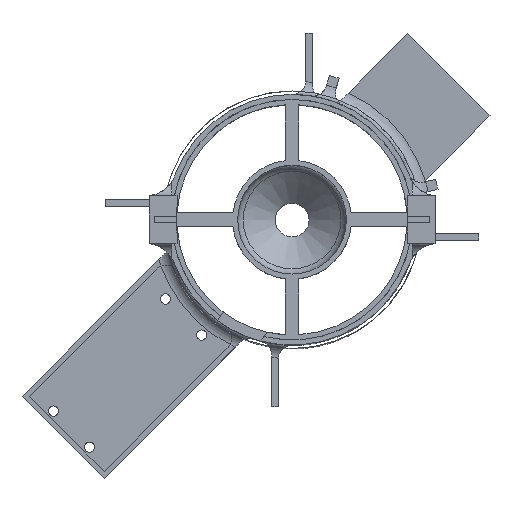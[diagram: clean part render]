
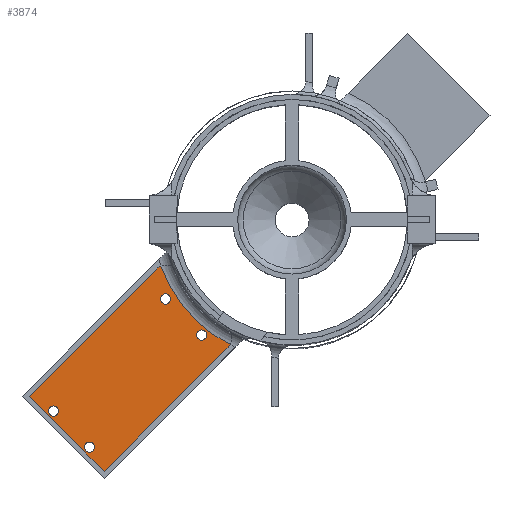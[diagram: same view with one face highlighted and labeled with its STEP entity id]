
A CAD part, top view. The second image highlights one B-rep face of the part: STEP entity #3874.
In plain terms, the highlighted planar face has unit normal (0, 0, 1).
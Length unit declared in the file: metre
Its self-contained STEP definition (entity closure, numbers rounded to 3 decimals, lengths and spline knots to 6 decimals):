
#33=PLANE('',#4107);
#140=CIRCLE('',#4108,0.0015);
#141=CIRCLE('',#4109,0.0015);
#142=CIRCLE('',#4110,0.0015);
#143=CIRCLE('',#4111,0.0015);
#144=CIRCLE('',#4112,0.004);
#145=CIRCLE('',#4113,0.0409);
#146=CIRCLE('',#4114,0.004);
#284=LINE('',#5595,#576);
#285=LINE('',#5604,#577);
#286=LINE('',#5606,#578);
#576=VECTOR('',#4477,1.);
#577=VECTOR('',#4484,1.);
#578=VECTOR('',#4485,1.);
#880=ORIENTED_EDGE('',*,*,#2042,.F.);
#881=ORIENTED_EDGE('',*,*,#2043,.F.);
#882=ORIENTED_EDGE('',*,*,#2044,.F.);
#883=ORIENTED_EDGE('',*,*,#2045,.F.);
#884=ORIENTED_EDGE('',*,*,#2046,.T.);
#885=ORIENTED_EDGE('',*,*,#2047,.T.);
#886=ORIENTED_EDGE('',*,*,#2048,.T.);
#887=ORIENTED_EDGE('',*,*,#2049,.T.);
#888=ORIENTED_EDGE('',*,*,#2050,.T.);
#889=ORIENTED_EDGE('',*,*,#2051,.T.);
#2042=EDGE_CURVE('',#2631,#2631,#140,.T.);
#2043=EDGE_CURVE('',#2632,#2632,#141,.T.);
#2044=EDGE_CURVE('',#2633,#2633,#142,.T.);
#2045=EDGE_CURVE('',#2634,#2634,#143,.T.);
#2046=EDGE_CURVE('',#2635,#2636,#284,.T.);
#2047=EDGE_CURVE('',#2636,#2637,#144,.T.);
#2048=EDGE_CURVE('',#2637,#2638,#145,.F.);
#2049=EDGE_CURVE('',#2638,#2639,#146,.T.);
#2050=EDGE_CURVE('',#2639,#2640,#285,.T.);
#2051=EDGE_CURVE('',#2640,#2635,#286,.T.);
#2631=VERTEX_POINT('',#5588);
#2632=VERTEX_POINT('',#5590);
#2633=VERTEX_POINT('',#5592);
#2634=VERTEX_POINT('',#5594);
#2635=VERTEX_POINT('',#5596);
#2636=VERTEX_POINT('',#5597);
#2637=VERTEX_POINT('',#5599);
#2638=VERTEX_POINT('',#5601);
#2639=VERTEX_POINT('',#5603);
#2640=VERTEX_POINT('',#5605);
#3188=EDGE_LOOP('',(#880));
#3189=EDGE_LOOP('',(#881));
#3190=EDGE_LOOP('',(#882));
#3191=EDGE_LOOP('',(#883));
#3192=EDGE_LOOP('',(#884,#885,#886,#887,#888,#889));
#3489=FACE_BOUND('',#3188,.T.);
#3490=FACE_BOUND('',#3189,.T.);
#3491=FACE_BOUND('',#3190,.T.);
#3492=FACE_BOUND('',#3191,.T.);
#3493=FACE_BOUND('',#3192,.T.);
#3874=ADVANCED_FACE('',(#3489,#3490,#3491,#3492,#3493),#33,.T.);
#4107=AXIS2_PLACEMENT_3D('',#5586,#4467,#4468);
#4108=AXIS2_PLACEMENT_3D('',#5587,#4469,#4470);
#4109=AXIS2_PLACEMENT_3D('',#5589,#4471,#4472);
#4110=AXIS2_PLACEMENT_3D('',#5591,#4473,#4474);
#4111=AXIS2_PLACEMENT_3D('',#5593,#4475,#4476);
#4112=AXIS2_PLACEMENT_3D('',#5598,#4478,#4479);
#4113=AXIS2_PLACEMENT_3D('',#5600,#4480,#4481);
#4114=AXIS2_PLACEMENT_3D('',#5602,#4482,#4483);
#4467=DIRECTION('',(0.,0.,1.));
#4468=DIRECTION('',(-1.,0.,0.));
#4469=DIRECTION('',(0.,0.,1.));
#4470=DIRECTION('',(1.,0.,0.));
#4471=DIRECTION('',(0.,0.,1.));
#4472=DIRECTION('',(1.,0.,0.));
#4473=DIRECTION('',(0.,0.,1.));
#4474=DIRECTION('',(1.,0.,0.));
#4475=DIRECTION('',(0.,0.,1.));
#4476=DIRECTION('',(1.,0.,0.));
#4477=DIRECTION('',(0.707,0.707,0.));
#4478=DIRECTION('',(0.,0.,1.));
#4479=DIRECTION('',(1.,0.,0.));
#4480=DIRECTION('',(0.,0.,1.));
#4481=DIRECTION('',(1.,0.,0.));
#4482=DIRECTION('',(0.,0.,1.));
#4483=DIRECTION('',(1.,0.,0.));
#4484=DIRECTION('',(-0.707,-0.707,0.));
#4485=DIRECTION('',(0.707,-0.707,0.));
#5586=CARTESIAN_POINT('',(-0.010935,-0.027436,-0.064993));
#5587=CARTESIAN_POINT('',(-0.070216,-0.056215,-0.064993));
#5588=CARTESIAN_POINT('',(-0.068716,-0.056215,-0.064993));
#5589=CARTESIAN_POINT('',(-0.037224,-0.023223,-0.064993));
#5590=CARTESIAN_POINT('',(-0.035724,-0.023223,-0.064993));
#5591=CARTESIAN_POINT('',(-0.059609,-0.066822,-0.064993));
#5592=CARTESIAN_POINT('',(-0.058109,-0.066822,-0.064993));
#5593=CARTESIAN_POINT('',(-0.026618,-0.03383,-0.064993));
#5594=CARTESIAN_POINT('',(-0.025118,-0.03383,-0.064993));
#5595=CARTESIAN_POINT('',(-0.035164,-0.053831,-0.064993));
#5596=CARTESIAN_POINT('',(-0.055296,-0.073963,-0.064993));
#5597=CARTESIAN_POINT('',(-0.018846,-0.037513,-0.064993));
#5598=CARTESIAN_POINT('',(-0.021674,-0.034685,-0.064993));
#5599=CARTESIAN_POINT('',(-0.018182,-0.036636,-0.064993));
#5600=CARTESIAN_POINT('',(0.,0.,-0.064993));
#5601=CARTESIAN_POINT('',(-0.038583,-0.01357,-0.064993));
#5602=CARTESIAN_POINT('',(-0.037073,-0.017274,-0.064993));
#5603=CARTESIAN_POINT('',(-0.039902,-0.014446,-0.064993));
#5604=CARTESIAN_POINT('',(-0.056431,-0.030976,-0.064993));
#5605=CARTESIAN_POINT('',(-0.077357,-0.051902,-0.064993));
#5606=CARTESIAN_POINT('',(-0.066327,-0.062933,-0.064993));
